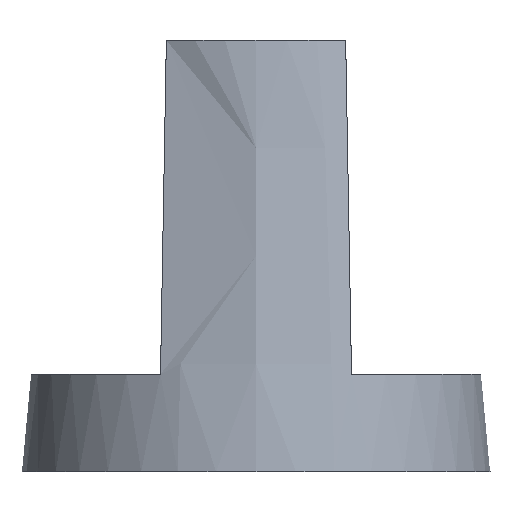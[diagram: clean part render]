
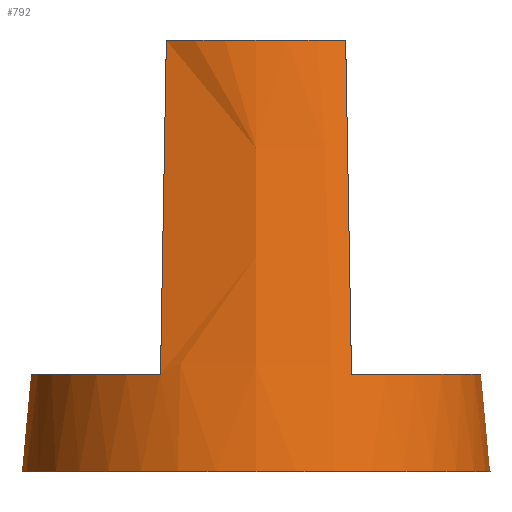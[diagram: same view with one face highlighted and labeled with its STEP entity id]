
A CAD part, left-side view. The second image highlights one B-rep face of the part: STEP entity #792.
In plain terms, the highlighted conical face has half-angle 4.899 degrees and reference radius 17.5 mm.
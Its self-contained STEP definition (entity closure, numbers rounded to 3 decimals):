
#130=CARTESIAN_POINT('',(16.603,7.75,7.909));
#131=VERTEX_POINT('',#130);
#132=CARTESIAN_POINT('',(14.278,7.283,34.672));
#133=VERTEX_POINT('',#132);
#134=CARTESIAN_POINT('',(16.603,7.75,7.909));
#135=CARTESIAN_POINT('',(15.359,7.499,22.297));
#136=CARTESIAN_POINT('',(14.278,7.283,34.672));
#144=(BOUNDED_CURVE()B_SPLINE_CURVE(2,(#134,#135,#136),.UNSPECIFIED.,.F.,.U.)B_SPLINE_CURVE_WITH_KNOTS((3,3),(0.0,2.684),.UNSPECIFIED.)CURVE()GEOMETRIC_REPRESENTATION_ITEM()RATIONAL_B_SPLINE_CURVE((1.0,1.003,1.))REPRESENTATION_ITEM(''));
#145=EDGE_CURVE('',#131,#133,#144,.T.);
#147=CARTESIAN_POINT('',(-16.603,7.75,7.909));
#148=VERTEX_POINT('',#147);
#155=CARTESIAN_POINT('',(-14.25,7.277,35.0));
#156=VERTEX_POINT('',#155);
#157=CARTESIAN_POINT('',(-14.25,7.277,35.0));
#158=CARTESIAN_POINT('',(-15.343,7.496,22.487));
#159=CARTESIAN_POINT('',(-16.603,7.75,7.909));
#167=(BOUNDED_CURVE()B_SPLINE_CURVE(2,(#157,#158,#159),.UNSPECIFIED.,.F.,.U.)B_SPLINE_CURVE_WITH_KNOTS((3,3),(0.0,2.72),.UNSPECIFIED.)CURVE()GEOMETRIC_REPRESENTATION_ITEM()RATIONAL_B_SPLINE_CURVE((1.0,1.003,1.0))REPRESENTATION_ITEM(''));
#168=EDGE_CURVE('',#156,#148,#167,.T.);
#278=CARTESIAN_POINT('',(0.0,0.0,7.909));
#279=DIRECTION('',(0.0,0.0,-1.0));
#280=DIRECTION('',(-1.0,0.0,0.0));
#281=AXIS2_PLACEMENT_3D('',#278,#279,#280);
#282=CIRCLE('',#281,18.323);
#283=EDGE_CURVE('',#148,#131,#282,.T.);
#296=CARTESIAN_POINT('',(14.278,-7.283,34.672));
#297=VERTEX_POINT('',#296);
#320=CARTESIAN_POINT('',(-14.25,-7.277,35.0));
#321=VERTEX_POINT('',#320);
#328=CARTESIAN_POINT('',(-16.603,-7.75,7.909));
#329=VERTEX_POINT('',#328);
#330=CARTESIAN_POINT('',(-16.603,-7.75,7.909));
#331=CARTESIAN_POINT('',(-15.343,-7.496,22.487));
#332=CARTESIAN_POINT('',(-14.25,-7.277,35.0));
#340=(BOUNDED_CURVE()B_SPLINE_CURVE(2,(#330,#331,#332),.UNSPECIFIED.,.F.,.U.)B_SPLINE_CURVE_WITH_KNOTS((3,3),(0.0,2.72),.UNSPECIFIED.)CURVE()GEOMETRIC_REPRESENTATION_ITEM()RATIONAL_B_SPLINE_CURVE((1.0,1.003,1.0))REPRESENTATION_ITEM(''));
#341=EDGE_CURVE('',#329,#321,#340,.T.);
#343=CARTESIAN_POINT('',(16.603,-7.75,7.909));
#344=VERTEX_POINT('',#343);
#351=CARTESIAN_POINT('',(14.278,-7.283,34.672));
#352=CARTESIAN_POINT('',(15.359,-7.499,22.297));
#353=CARTESIAN_POINT('',(16.603,-7.75,7.909));
#361=(BOUNDED_CURVE()B_SPLINE_CURVE(2,(#351,#352,#353),.UNSPECIFIED.,.F.,.U.)B_SPLINE_CURVE_WITH_KNOTS((3,3),(0.036,2.72),.UNSPECIFIED.)CURVE()GEOMETRIC_REPRESENTATION_ITEM()RATIONAL_B_SPLINE_CURVE((1.,1.003,1.0))REPRESENTATION_ITEM(''));
#362=EDGE_CURVE('',#297,#344,#361,.T.);
#442=CARTESIAN_POINT('',(0.0,0.0,7.909));
#443=DIRECTION('',(0.0,0.0,-1.0));
#444=DIRECTION('',(-1.0,0.0,0.0));
#445=AXIS2_PLACEMENT_3D('',#442,#443,#444);
#446=CIRCLE('',#445,18.323);
#447=EDGE_CURVE('',#344,#329,#446,.T.);
#467=CARTESIAN_POINT('',(17.46,7.495,0.0));
#468=VERTEX_POINT('',#467);
#475=CARTESIAN_POINT('',(14.278,7.283,34.672));
#476=CARTESIAN_POINT('',(15.846,7.432,17.584));
#477=CARTESIAN_POINT('',(17.46,7.495,0.0));
#485=(BOUNDED_CURVE()B_SPLINE_CURVE(2,(#475,#476,#477),.UNSPECIFIED.,.F.,.U.)B_SPLINE_CURVE_WITH_KNOTS((3,3),(0.034,3.515),.UNSPECIFIED.)CURVE()GEOMETRIC_REPRESENTATION_ITEM()RATIONAL_B_SPLINE_CURVE((1.,0.997,1.0))REPRESENTATION_ITEM(''));
#486=EDGE_CURVE('',#133,#468,#485,.T.);
#576=CARTESIAN_POINT('',(17.46,-7.495,0.0));
#577=VERTEX_POINT('',#576);
#578=CARTESIAN_POINT('',(17.46,-7.495,0.0));
#579=CARTESIAN_POINT('',(15.846,-7.432,17.584));
#580=CARTESIAN_POINT('',(14.278,-7.283,34.672));
#588=(BOUNDED_CURVE()B_SPLINE_CURVE(2,(#578,#579,#580),.UNSPECIFIED.,.F.,.U.)B_SPLINE_CURVE_WITH_KNOTS((3,3),(0.0,3.481),.UNSPECIFIED.)CURVE()GEOMETRIC_REPRESENTATION_ITEM()RATIONAL_B_SPLINE_CURVE((1.0,0.997,1.))REPRESENTATION_ITEM(''));
#589=EDGE_CURVE('',#577,#297,#588,.T.);
#742=CARTESIAN_POINT('',(0.0,0.0,0.0));
#743=DIRECTION('',(0.0,0.0,-1.0));
#744=DIRECTION('',(-1.0,0.0,0.0));
#745=AXIS2_PLACEMENT_3D('',#742,#743,#744);
#746=CIRCLE('',#745,19.);
#747=EDGE_CURVE('',#577,#468,#746,.T.);
#763=CARTESIAN_POINT('',(0.0,0.0,35.0));
#764=DIRECTION('',(0.0,0.0,-1.0));
#765=DIRECTION('',(-1.0,0.0,0.0));
#766=AXIS2_PLACEMENT_3D('',#763,#764,#765);
#767=CIRCLE('',#766,16.);
#768=EDGE_CURVE('',#321,#156,#767,.T.);
#775=CARTESIAN_POINT('',(0.0,0.0,17.5));
#776=DIRECTION('',(0.0,0.,-1.0));
#777=DIRECTION('',(-1.0,0.0,0.0));
#778=AXIS2_PLACEMENT_3D('',#775,#776,#777);
#779=CONICAL_SURFACE('',#778,17.5,4.899);
#780=ORIENTED_EDGE('',*,*,#145,.T.);
#781=ORIENTED_EDGE('',*,*,#486,.T.);
#782=ORIENTED_EDGE('',*,*,#747,.F.);
#783=ORIENTED_EDGE('',*,*,#589,.T.);
#784=ORIENTED_EDGE('',*,*,#362,.T.);
#785=ORIENTED_EDGE('',*,*,#447,.T.);
#786=ORIENTED_EDGE('',*,*,#341,.T.);
#787=ORIENTED_EDGE('',*,*,#768,.T.);
#788=ORIENTED_EDGE('',*,*,#168,.T.);
#789=ORIENTED_EDGE('',*,*,#283,.T.);
#790=EDGE_LOOP('',(#780,#781,#782,#783,#784,#785,#786,#787,#788,#789));
#791=FACE_OUTER_BOUND('',#790,.T.);
#792=ADVANCED_FACE('',(#791),#779,.T.);
